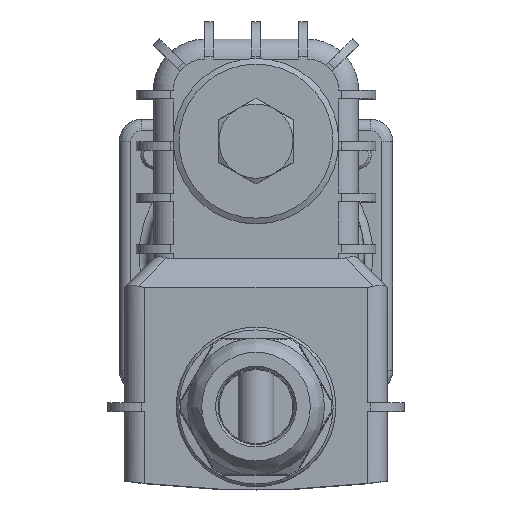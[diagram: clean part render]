
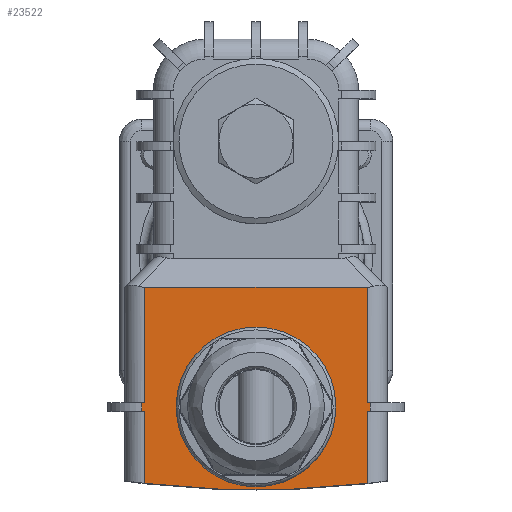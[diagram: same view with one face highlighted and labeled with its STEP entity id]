
A CAD part, top view. The second image highlights one B-rep face of the part: STEP entity #23522.
In plain terms, the highlighted planar face has unit normal (0, 0, 1).
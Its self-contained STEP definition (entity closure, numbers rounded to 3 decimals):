
#1854=LINE('',#39284,#3444);
#1855=LINE('',#39286,#3445);
#1856=LINE('',#39288,#3446);
#1857=LINE('',#39290,#3447);
#1858=LINE('',#39292,#3448);
#1859=LINE('',#39294,#3449);
#1860=LINE('',#39296,#3450);
#1861=LINE('',#39298,#3451);
#1862=LINE('',#39300,#3452);
#1863=LINE('',#39302,#3453);
#1864=LINE('',#39303,#3454);
#3444=VECTOR('',#29112,12.628);
#3445=VECTOR('',#29113,0.5);
#3446=VECTOR('',#29114,1.5);
#3447=VECTOR('',#29115,0.5);
#3448=VECTOR('',#29116,20.25);
#3449=VECTOR('',#29117,39.);
#3450=VECTOR('',#29118,20.25);
#3451=VECTOR('',#29119,0.5);
#3452=VECTOR('',#29120,1.5);
#3453=VECTOR('',#29121,0.5);
#3454=VECTOR('',#29122,12.628);
#4742=PLANE('',#25254);
#5169=FACE_BOUND('',#7240,.T.);
#5805=FACE_OUTER_BOUND('',#7239,.T.);
#7239=EDGE_LOOP('',(#17233,#17234,#17235,#17236,#17237,#17238,#17239,#17240,
#17241,#17242,#17243,#17244));
#7240=EDGE_LOOP('',(#17245));
#8530=CIRCLE('',#25255,170.);
#8531=CIRCLE('',#25256,14.);
#9958=VERTEX_POINT('',#39280);
#9959=VERTEX_POINT('',#39281);
#9960=VERTEX_POINT('',#39283);
#9961=VERTEX_POINT('',#39285);
#9962=VERTEX_POINT('',#39287);
#9963=VERTEX_POINT('',#39289);
#9964=VERTEX_POINT('',#39291);
#9965=VERTEX_POINT('',#39293);
#9966=VERTEX_POINT('',#39295);
#9967=VERTEX_POINT('',#39297);
#9968=VERTEX_POINT('',#39299);
#9969=VERTEX_POINT('',#39301);
#9970=VERTEX_POINT('',#39304);
#12620=EDGE_CURVE('',#9958,#9959,#8530,.T.);
#12621=EDGE_CURVE('',#9959,#9960,#1854,.T.);
#12622=EDGE_CURVE('',#9961,#9960,#1855,.T.);
#12623=EDGE_CURVE('',#9962,#9961,#1856,.T.);
#12624=EDGE_CURVE('',#9962,#9963,#1857,.T.);
#12625=EDGE_CURVE('',#9963,#9964,#1858,.T.);
#12626=EDGE_CURVE('',#9965,#9964,#1859,.T.);
#12627=EDGE_CURVE('',#9965,#9966,#1860,.T.);
#12628=EDGE_CURVE('',#9966,#9967,#1861,.T.);
#12629=EDGE_CURVE('',#9967,#9968,#1862,.T.);
#12630=EDGE_CURVE('',#9969,#9968,#1863,.T.);
#12631=EDGE_CURVE('',#9969,#9958,#1864,.T.);
#12632=EDGE_CURVE('',#9970,#9970,#8531,.T.);
#17233=ORIENTED_EDGE('',*,*,#12620,.T.);
#17234=ORIENTED_EDGE('',*,*,#12621,.T.);
#17235=ORIENTED_EDGE('',*,*,#12622,.F.);
#17236=ORIENTED_EDGE('',*,*,#12623,.F.);
#17237=ORIENTED_EDGE('',*,*,#12624,.T.);
#17238=ORIENTED_EDGE('',*,*,#12625,.T.);
#17239=ORIENTED_EDGE('',*,*,#12626,.F.);
#17240=ORIENTED_EDGE('',*,*,#12627,.T.);
#17241=ORIENTED_EDGE('',*,*,#12628,.T.);
#17242=ORIENTED_EDGE('',*,*,#12629,.T.);
#17243=ORIENTED_EDGE('',*,*,#12630,.F.);
#17244=ORIENTED_EDGE('',*,*,#12631,.T.);
#17245=ORIENTED_EDGE('',*,*,#12632,.F.);
#23522=ADVANCED_FACE('',(#5805,#5169),#4742,.F.);
#25254=AXIS2_PLACEMENT_3D('',#39279,#29108,#29109);
#25255=AXIS2_PLACEMENT_3D('',#39282,#29110,#29111);
#25256=AXIS2_PLACEMENT_3D('',#39305,#29123,#29124);
#29108=DIRECTION('center_axis',(0.,0.,
-1.));
#29109=DIRECTION('ref_axis',(-1.,0.,0.));
#29110=DIRECTION('center_axis',(0.,0.,
1.));
#29111=DIRECTION('ref_axis',(-1.,0.,0.));
#29112=DIRECTION('',(0.,1.,0.));
#29113=DIRECTION('',(-1.,0.,0.));
#29114=DIRECTION('',(0.,-1.,0.));
#29115=DIRECTION('',(-1.,0.,0.));
#29116=DIRECTION('',(0.,1.,0.));
#29117=DIRECTION('',(1.,0.,0.));
#29118=DIRECTION('',(0.,-1.,0.));
#29119=DIRECTION('',(-1.,0.,0.));
#29120=DIRECTION('',(0.,-1.,0.));
#29121=DIRECTION('',(-1.,0.,0.));
#29122=DIRECTION('',(0.,-1.,0.));
#29123=DIRECTION('center_axis',(0.,0.,
1.));
#29124=DIRECTION('ref_axis',(-1.,0.,0.));
#39279=CARTESIAN_POINT('Origin',(-23.,-12.1,91.7));
#39280=CARTESIAN_POINT('',(-19.5,-39.978,91.7));
#39281=CARTESIAN_POINT('',(19.5,-39.978,91.7));
#39282=CARTESIAN_POINT('Origin',(0.,128.9,
91.7));
#39283=CARTESIAN_POINT('',(19.5,-27.35,91.7));
#39284=CARTESIAN_POINT('',(19.5,-39.978,91.7));
#39285=CARTESIAN_POINT('',(20.,-27.35,91.7));
#39286=CARTESIAN_POINT('',(20.,-27.35,91.7));
#39287=CARTESIAN_POINT('',(20.,-25.85,91.7));
#39288=CARTESIAN_POINT('',(20.,-25.85,91.7));
#39289=CARTESIAN_POINT('',(19.5,-25.85,91.7));
#39290=CARTESIAN_POINT('',(20.,-25.85,91.7));
#39291=CARTESIAN_POINT('',(19.5,-5.6,91.7));
#39292=CARTESIAN_POINT('',(19.5,-25.85,91.7));
#39293=CARTESIAN_POINT('',(-19.5,-5.6,91.7));
#39294=CARTESIAN_POINT('',(-19.5,-5.6,91.7));
#39295=CARTESIAN_POINT('',(-19.5,-25.85,91.7));
#39296=CARTESIAN_POINT('',(-19.5,-5.6,91.7));
#39297=CARTESIAN_POINT('',(-20.,-25.85,91.7));
#39298=CARTESIAN_POINT('',(-19.5,-25.85,91.7));
#39299=CARTESIAN_POINT('',(-20.,-27.35,91.7));
#39300=CARTESIAN_POINT('',(-20.,-25.85,91.7));
#39301=CARTESIAN_POINT('',(-19.5,-27.35,91.7));
#39302=CARTESIAN_POINT('',(-19.5,-27.35,91.7));
#39303=CARTESIAN_POINT('',(-19.5,-27.35,91.7));
#39304=CARTESIAN_POINT('',(-14.,-26.6,91.7));
#39305=CARTESIAN_POINT('Origin',(0.,-26.6,
91.7));
